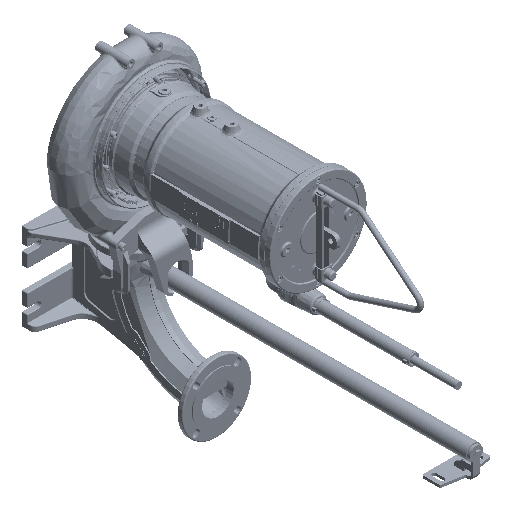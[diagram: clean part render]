
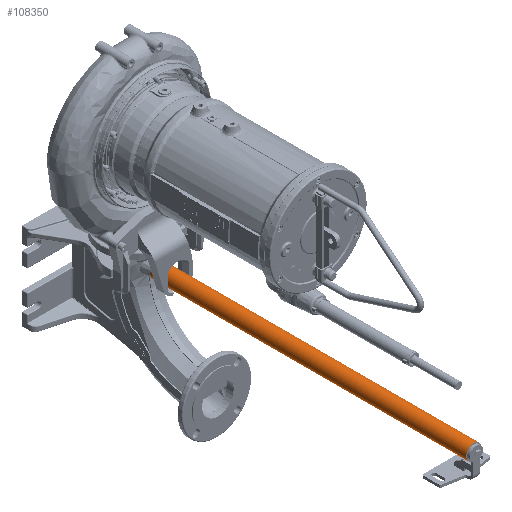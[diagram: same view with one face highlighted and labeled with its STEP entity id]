
A CAD part, isometric view. The second image highlights one B-rep face of the part: STEP entity #108350.
In plain terms, the highlighted cylindrical face has radius 24.15 mm (diameter 48.3 mm), a full revolution.
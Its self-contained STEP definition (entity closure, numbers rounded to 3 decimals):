
#1115=B_SPLINE_CURVE_WITH_KNOTS('',3,(#146110,#146111,#146112,#146113,#146114,
#146115,#146116,#146117),.UNSPECIFIED.,.F.,.F.,(4,2,2,4),(1.457,
1.508,2.262,2.564),.UNSPECIFIED.);
#3174=B_SPLINE_CURVE_WITH_KNOTS('',3,(#213864,#213865,#213866,#213867,#213868,
#213869,#213870,#213871,#213872,#213873),.UNSPECIFIED.,.F.,.F.,(4,2,2,2,
4),(4.754,4.881,5.349,5.816,
5.828),.UNSPECIFIED.);
#3903=LINE('',#146022,#12573);
#3909=LINE('',#146055,#12579);
#12026=LINE('',#213858,#20696);
#12027=LINE('',#213861,#20697);
#12573=VECTOR('',#119839,15.489);
#12579=VECTOR('',#119859,15.489);
#20696=VECTOR('',#140606,9.988);
#20697=VECTOR('',#140609,9.988);
#22428=CYLINDRICAL_SURFACE('',#116475,24.15);
#27105=FACE_BOUND('',#39604,.T.);
#27106=FACE_BOUND('',#39605,.T.);
#27107=FACE_BOUND('',#39606,.T.);
#27108=FACE_BOUND('',#39607,.T.);
#39604=EDGE_LOOP('',(#94219,#94220,#94221,#94222));
#39605=EDGE_LOOP('',(#94223,#94224,#94225,#94226));
#39606=EDGE_LOOP('',(#94227,#94228));
#39607=EDGE_LOOP('',(#94229));
#40916=CIRCLE('',#110594,24.15);
#40917=CIRCLE('',#110595,24.15);
#42788=CIRCLE('',#116474,24.15);
#42789=CIRCLE('',#116476,24.15);
#42790=CIRCLE('',#116477,24.15);
#43886=VERTEX_POINT('',#146020);
#43887=VERTEX_POINT('',#146021);
#43895=VERTEX_POINT('',#146053);
#43896=VERTEX_POINT('',#146054);
#43915=VERTEX_POINT('',#146109);
#44239=VERTEX_POINT('',#148238);
#44240=VERTEX_POINT('',#148241);
#52143=VERTEX_POINT('',#213860);
#52144=VERTEX_POINT('',#213875);
#52145=VERTEX_POINT('',#213878);
#52146=VERTEX_POINT('',#213879);
#53662=EDGE_CURVE('',#43886,#43887,#3903,.T.);
#53673=EDGE_CURVE('',#43895,#43896,#3909,.T.);
#53697=EDGE_CURVE('',#43915,#43895,#1115,.T.);
#54230=EDGE_CURVE('',#44239,#43886,#40916,.T.);
#54232=EDGE_CURVE('',#43896,#44240,#40917,.T.);
#66287=EDGE_CURVE('',#44240,#43915,#12026,.T.);
#66288=EDGE_CURVE('',#52143,#44239,#12027,.T.);
#66290=EDGE_CURVE('',#43887,#52143,#3174,.T.);
#66291=EDGE_CURVE('',#52144,#52144,#42788,.T.);
#66292=EDGE_CURVE('',#52145,#52146,#42789,.T.);
#66293=EDGE_CURVE('',#52146,#52145,#42790,.T.);
#94219=ORIENTED_EDGE('',*,*,#54230,.F.);
#94220=ORIENTED_EDGE('',*,*,#66288,.F.);
#94221=ORIENTED_EDGE('',*,*,#66290,.F.);
#94222=ORIENTED_EDGE('',*,*,#53662,.F.);
#94223=ORIENTED_EDGE('',*,*,#53697,.F.);
#94224=ORIENTED_EDGE('',*,*,#66287,.F.);
#94225=ORIENTED_EDGE('',*,*,#54232,.F.);
#94226=ORIENTED_EDGE('',*,*,#53673,.F.);
#94227=ORIENTED_EDGE('',*,*,#66292,.T.);
#94228=ORIENTED_EDGE('',*,*,#66293,.T.);
#94229=ORIENTED_EDGE('',*,*,#66291,.F.);
#108350=ADVANCED_FACE('',(#27105,#27106,#27107,#27108),#22428,.T.);
#110594=AXIS2_PLACEMENT_3D('',#148239,#120985,#120986);
#110595=AXIS2_PLACEMENT_3D('',#148242,#120988,#120989);
#116474=AXIS2_PLACEMENT_3D('',#213876,#140616,#140617);
#116475=AXIS2_PLACEMENT_3D('',#213877,#140618,#140619);
#116476=AXIS2_PLACEMENT_3D('',#213880,#140620,#140621);
#116477=AXIS2_PLACEMENT_3D('',#213881,#140622,#140623);
#119839=DIRECTION('',(0.,-1.,0.));
#119859=DIRECTION('',(0.,1.,0.));
#120985=DIRECTION('center_axis',(0.,-1.,0.));
#120986=DIRECTION('ref_axis',(0.999,0.,
-0.042));
#120988=DIRECTION('center_axis',(0.,-1.,0.));
#120989=DIRECTION('ref_axis',(0.999,0.,
-0.042));
#140606=DIRECTION('',(0.,-1.,0.));
#140609=DIRECTION('',(0.,1.,0.));
#140616=DIRECTION('center_axis',(0.,1.,0.));
#140617=DIRECTION('ref_axis',(0.999,0.,
-0.042));
#140618=DIRECTION('center_axis',(0.,-1.,0.));
#140619=DIRECTION('ref_axis',(0.999,0.,
-0.042));
#140620=DIRECTION('center_axis',(0.,1.,0.));
#140621=DIRECTION('ref_axis',(0.999,0.,
-0.042));
#140622=DIRECTION('center_axis',(0.,1.,0.));
#140623=DIRECTION('ref_axis',(0.999,0.,
-0.042));
#146020=CARTESIAN_POINT('',(-10.069,27.5,-380.964));
#146021=CARTESIAN_POINT('',(-10.069,12.011,-380.964));
#146022=CARTESIAN_POINT('',(-10.069,66.331,-380.964));
#146053=CARTESIAN_POINT('',(12.069,12.011,-380.964));
#146054=CARTESIAN_POINT('',(12.069,27.5,-380.964));
#146055=CARTESIAN_POINT('',(12.069,66.331,-380.964));
#146109=CARTESIAN_POINT('',(19.597,17.512,-374.907));
#146110=CARTESIAN_POINT('Ctrl Pts',(19.597,17.512,-374.907));
#146111=CARTESIAN_POINT('Ctrl Pts',(19.505,17.407,-375.018));
#146112=CARTESIAN_POINT('Ctrl Pts',(19.412,17.304,-375.128));
#146113=CARTESIAN_POINT('Ctrl Pts',(17.942,15.702,-376.839));
#146114=CARTESIAN_POINT('Ctrl Pts',(16.308,14.364,-378.314));
#146115=CARTESIAN_POINT('Ctrl Pts',(13.683,12.798,-380.071));
#146116=CARTESIAN_POINT('Ctrl Pts',(12.894,12.385,-380.538));
#146117=CARTESIAN_POINT('Ctrl Pts',(12.069,12.011,-380.964));
#148238=CARTESIAN_POINT('',(-17.597,27.5,-374.907));
#148239=CARTESIAN_POINT('Origin',(1.,27.5,-359.5));
#148241=CARTESIAN_POINT('',(19.597,27.5,-374.907));
#148242=CARTESIAN_POINT('Origin',(1.,27.5,-359.5));
#213858=CARTESIAN_POINT('',(19.597,66.331,-374.907));
#213860=CARTESIAN_POINT('',(-17.597,17.512,-374.907));
#213861=CARTESIAN_POINT('',(-17.597,66.331,-374.907));
#213864=CARTESIAN_POINT('Ctrl Pts',(-10.069,12.011,-380.964));
#213865=CARTESIAN_POINT('Ctrl Pts',(-10.429,12.174,-380.778));
#213866=CARTESIAN_POINT('Ctrl Pts',(-10.778,12.343,-380.587));
#213867=CARTESIAN_POINT('Ctrl Pts',(-12.347,13.147,
-379.677));
#213868=CARTESIAN_POINT('Ctrl Pts',(-13.52,13.885,
-378.849));
#213869=CARTESIAN_POINT('Ctrl Pts',(-15.676,15.541,
-377.025));
#213870=CARTESIAN_POINT('Ctrl Pts',(-16.66,16.459,
-376.028));
#213871=CARTESIAN_POINT('Ctrl Pts',(-17.553,17.462,
-374.96));
#213872=CARTESIAN_POINT('Ctrl Pts',(-17.575,17.487,
-374.934));
#213873=CARTESIAN_POINT('Ctrl Pts',(-17.597,17.512,
-374.907));
#213875=CARTESIAN_POINT('',(-23.128,66.331,-358.478));
#213876=CARTESIAN_POINT('Origin',(1.,66.331,-359.5));
#213877=CARTESIAN_POINT('Origin',(1.,66.331,-359.5));
#213878=CARTESIAN_POINT('',(-9.,-933.669,-381.482));
#213879=CARTESIAN_POINT('',(11.,-933.669,-381.482));
#213880=CARTESIAN_POINT('Origin',(1.,-933.669,-359.5));
#213881=CARTESIAN_POINT('Origin',(1.,-933.669,-359.5));
